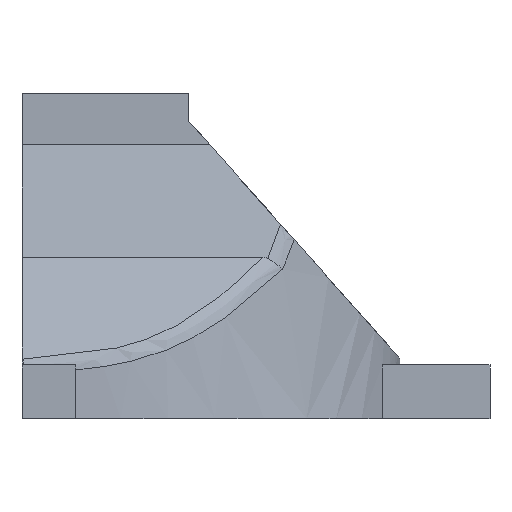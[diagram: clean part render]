
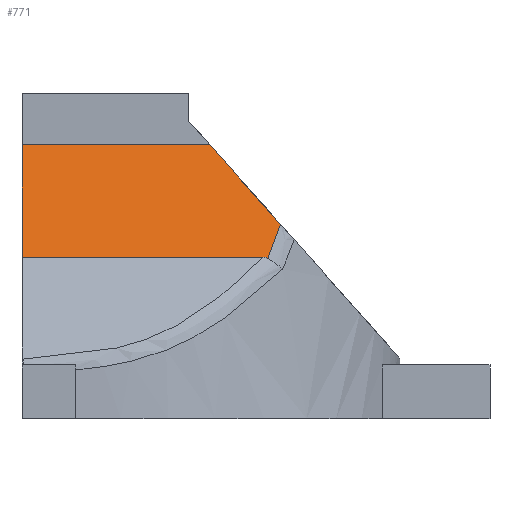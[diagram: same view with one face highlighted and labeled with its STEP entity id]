
A CAD part, front view. The second image highlights one B-rep face of the part: STEP entity #771.
In plain terms, the highlighted planar face has unit normal (0, -0.96, 0.282).
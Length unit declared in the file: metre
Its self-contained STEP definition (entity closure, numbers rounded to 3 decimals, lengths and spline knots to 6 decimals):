
#39=B_SPLINE_CURVE_WITH_KNOTS('',3,(#1128,#1129,#1130,#1131),
 .UNSPECIFIED.,.F.,.F.,(4,4),(-0.000222,0.006793),
 .UNSPECIFIED.);
#51=B_SPLINE_CURVE_WITH_KNOTS('',3,(#1500,#1501,#1502,#1503),
 .UNSPECIFIED.,.F.,.F.,(4,4),(0.,0.00092),.UNSPECIFIED.);
#77=LINE('',#1080,#145);
#133=LINE('',#2700,#201);
#134=LINE('',#2702,#202);
#135=LINE('',#2704,#203);
#145=VECTOR('',#842,1.);
#201=VECTOR('',#954,1.);
#202=VECTOR('',#957,1.);
#203=VECTOR('',#958,1.);
#382=ORIENTED_EDGE('',*,*,#537,.F.);
#383=ORIENTED_EDGE('',*,*,#536,.T.);
#384=ORIENTED_EDGE('',*,*,#474,.T.);
#385=ORIENTED_EDGE('',*,*,#445,.T.);
#386=ORIENTED_EDGE('',*,*,#440,.F.);
#387=ORIENTED_EDGE('',*,*,#538,.F.);
#440=EDGE_CURVE('',#552,#553,#77,.T.);
#445=EDGE_CURVE('',#555,#553,#39,.T.);
#474=EDGE_CURVE('',#578,#555,#51,.T.);
#536=EDGE_CURVE('',#616,#578,#133,.T.);
#537=EDGE_CURVE('',#616,#617,#134,.T.);
#538=EDGE_CURVE('',#617,#552,#135,.T.);
#552=VERTEX_POINT('',#1079);
#553=VERTEX_POINT('',#1081);
#555=VERTEX_POINT('',#1122);
#578=VERTEX_POINT('',#1504);
#616=VERTEX_POINT('',#2698);
#617=VERTEX_POINT('',#2703);
#660=EDGE_LOOP('',(#382,#383,#384,#385,#386,#387));
#703=FACE_BOUND('',#660,.T.);
#732=PLANE('',#821);
#771=ADVANCED_FACE('',(#703),#732,.T.);
#821=AXIS2_PLACEMENT_3D('',#2701,#955,#956);
#842=DIRECTION('',(0.65,-0.214,-0.73));
#954=DIRECTION('',(1.,0.,0.));
#955=DIRECTION('',(0.,-0.959,0.282));
#956=DIRECTION('',(0.,-0.282,-0.959));
#957=DIRECTION('',(0.,0.282,0.959));
#958=DIRECTION('',(1.,0.,0.));
#1079=CARTESIAN_POINT('',(0.034911,-0.03964,0.043899));
#1080=CARTESIAN_POINT('',(-0.007945,-0.0255,0.092033));
#1081=CARTESIAN_POINT('',(0.048025,-0.043966,0.02917));
#1122=CARTESIAN_POINT('',(0.045661,-0.045828,0.022833));
#1128=CARTESIAN_POINT('',(0.045661,-0.045828,0.022833));
#1129=CARTESIAN_POINT('',(0.046477,-0.04521,0.024936));
#1130=CARTESIAN_POINT('',(0.047264,-0.044589,0.027049));
#1131=CARTESIAN_POINT('',(0.048025,-0.043966,0.02917));
#1500=CARTESIAN_POINT('',(0.044771,-0.045769,0.023033));
#1501=CARTESIAN_POINT('',(0.045081,-0.045769,0.023033));
#1502=CARTESIAN_POINT('',(0.045392,-0.045784,0.022981));
#1503=CARTESIAN_POINT('',(0.045661,-0.045828,0.022833));
#1504=CARTESIAN_POINT('',(0.044771,-0.045769,0.023033));
#2698=CARTESIAN_POINT('',(0.,-0.045769,0.023033));
#2700=CARTESIAN_POINT('',(-0.0794,-0.045769,0.023033));
#2701=CARTESIAN_POINT('',(-0.0794,-0.042704,0.033466));
#2702=CARTESIAN_POINT('',(0.,-0.042704,0.033466));
#2703=CARTESIAN_POINT('',(0.,-0.03964,0.043899));
#2704=CARTESIAN_POINT('',(-0.0794,-0.03964,0.043899));
